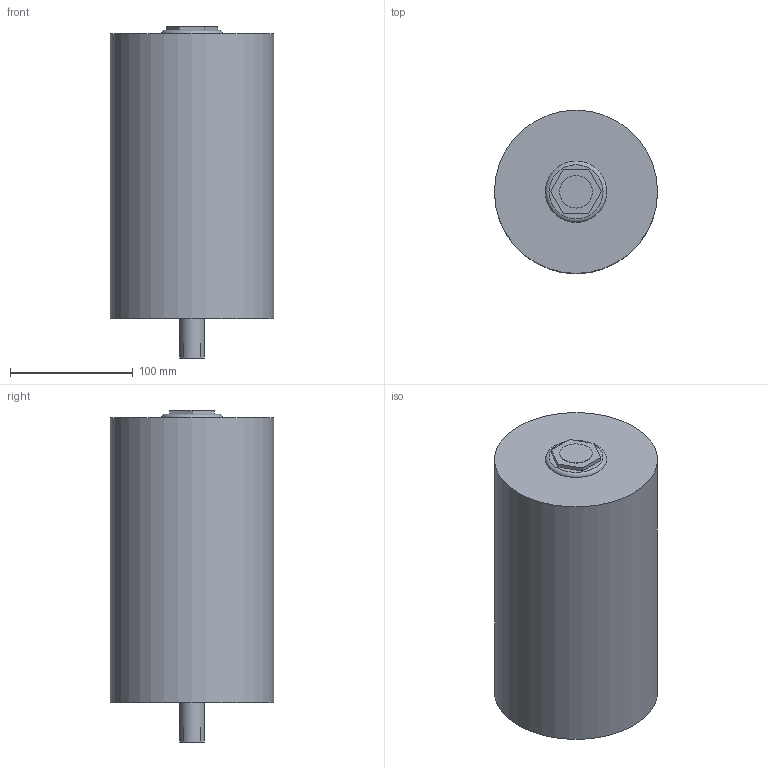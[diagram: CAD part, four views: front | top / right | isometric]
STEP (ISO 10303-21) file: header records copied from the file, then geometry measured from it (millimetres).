
FILE_DESCRIPTION((''),'2;1');
FILE_NAME('57820000X000.stp','2010-10-21T16:31:46',('thilbrands'),(''),'Autodesk Inventor 2008','Autodesk Inventor 2008','');
FILE_SCHEMA(('AUTOMOTIVE_DESIGN { 1 0 10303 214 1 1 1 1 }'));
Length unit declared in the file: millimetre
Products named in the file (1): 57800000X000
Bounding box: 133 x 133 x 270.5 mm (x, y, z)
Volume: 3240093.9 mm3; surface area: 128086.1 mm2
Topology: 1 solids, 1 shells, 21 faces, 42 edges, 28 vertices
Faces by surface type: plane 17, cylinder 3, torus 1
Full cylindrical faces by diameter (mm): 20 x1, 26.5 x1, 133 x1
Entity records: 550 total; most frequent: DIRECTION 90, CARTESIAN_POINT 88, ORIENTED_EDGE 76, EDGE_CURVE 38, AXIS2_PLACEMENT_3D 30, VECTOR 30, LINE 30, EDGE_LOOP 30
